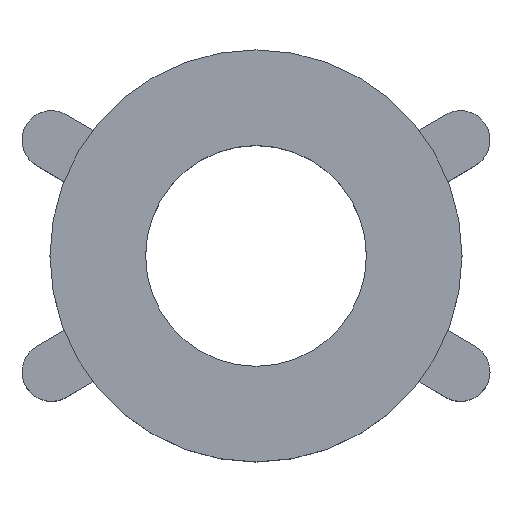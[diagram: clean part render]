
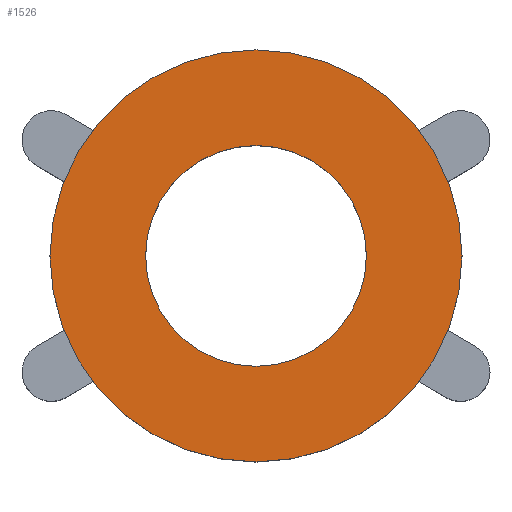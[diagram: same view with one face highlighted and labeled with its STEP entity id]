
A CAD part, top view. The second image highlights one B-rep face of the part: STEP entity #1526.
In plain terms, the highlighted planar face has unit normal (0, 0, 1).
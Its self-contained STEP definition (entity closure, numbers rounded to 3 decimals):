
#19 = DIRECTION ( 'NONE',  ( 0., 0., -1. ) ) ;
#82 = CIRCLE ( 'NONE', #301, 7.5 ) ;
#88 = DIRECTION ( 'NONE',  ( 0., 0., -1. ) ) ;
#123 = EDGE_CURVE ( 'NONE', #1439, #1553, #82, .T. ) ;
#131 = CARTESIAN_POINT ( 'NONE',  ( 661.123, 261.14, 6.8 ) ) ;
#162 = ORIENTED_EDGE ( 'NONE', *, *, #814, .T. ) ;
#286 = CARTESIAN_POINT ( 'NONE',  ( 661.123, 253.64, 6.8 ) ) ;
#301 = AXIS2_PLACEMENT_3D ( 'NONE', #864, #19, #1532 ) ;
#468 = EDGE_CURVE ( 'NONE', #549, #1424, #1855, .T. ) ;
#547 = DIRECTION ( 'NONE',  ( 1., 0., 0. ) ) ;
#549 = VERTEX_POINT ( 'NONE', #1555 ) ;
#579 = CARTESIAN_POINT ( 'NONE',  ( 661.123, 246.14, 6.8 ) ) ;
#601 = CARTESIAN_POINT ( 'NONE',  ( 661.123, 253.64, 6.8 ) ) ;
#628 = DIRECTION ( 'NONE',  ( 0., 0., 1. ) ) ;
#666 = EDGE_CURVE ( 'NONE', #1553, #1439, #985, .T. ) ;
#814 = EDGE_CURVE ( 'NONE', #1424, #549, #1429, .T. ) ;
#864 = CARTESIAN_POINT ( 'NONE',  ( 661.123, 253.64, 6.8 ) ) ;
#912 = AXIS2_PLACEMENT_3D ( 'NONE', #1929, #1073, #547 ) ;
#964 = DIRECTION ( 'NONE',  ( 1., 0., 0. ) ) ;
#974 = DIRECTION ( 'NONE',  ( 0., 1., 0. ) ) ;
#985 = CIRCLE ( 'NONE', #1860, 7.5 ) ;
#989 = ORIENTED_EDGE ( 'NONE', *, *, #666, .T. ) ;
#1044 = ORIENTED_EDGE ( 'NONE', *, *, #468, .T. ) ;
#1073 = DIRECTION ( 'NONE',  ( 0., 0., 1. ) ) ;
#1083 = AXIS2_PLACEMENT_3D ( 'NONE', #601, #1294, #1142 ) ;
#1142 = DIRECTION ( 'NONE',  ( 1., 0., 0. ) ) ;
#1294 = DIRECTION ( 'NONE',  ( 0., 0., 1. ) ) ;
#1424 = VERTEX_POINT ( 'NONE', #1933 ) ;
#1429 = CIRCLE ( 'NONE', #1083, 14. ) ;
#1439 = VERTEX_POINT ( 'NONE', #579 ) ;
#1522 = AXIS2_PLACEMENT_3D ( 'NONE', #286, #628, #964 ) ;
#1526 = ADVANCED_FACE ( 'NONE', ( #1798, #2136 ), #2147, .T. ) ;
#1532 = DIRECTION ( 'NONE',  ( 0., 1., 0. ) ) ;
#1553 = VERTEX_POINT ( 'NONE', #131 ) ;
#1555 = CARTESIAN_POINT ( 'NONE',  ( 675.123, 253.64, 6.8 ) ) ;
#1605 = CARTESIAN_POINT ( 'NONE',  ( 661.123, 253.64, 6.8 ) ) ;
#1798 = FACE_OUTER_BOUND ( 'NONE', #1950, .T. ) ;
#1824 = EDGE_LOOP ( 'NONE', ( #989, #1859 ) ) ;
#1855 = CIRCLE ( 'NONE', #912, 14. ) ;
#1859 = ORIENTED_EDGE ( 'NONE', *, *, #123, .T. ) ;
#1860 = AXIS2_PLACEMENT_3D ( 'NONE', #1605, #88, #974 ) ;
#1929 = CARTESIAN_POINT ( 'NONE',  ( 661.123, 253.64, 6.8 ) ) ;
#1933 = CARTESIAN_POINT ( 'NONE',  ( 647.123, 253.64, 6.8 ) ) ;
#1950 = EDGE_LOOP ( 'NONE', ( #1044, #162 ) ) ;
#2136 = FACE_BOUND ( 'NONE', #1824, .T. ) ;
#2147 = PLANE ( 'NONE',  #1522 ) ;
